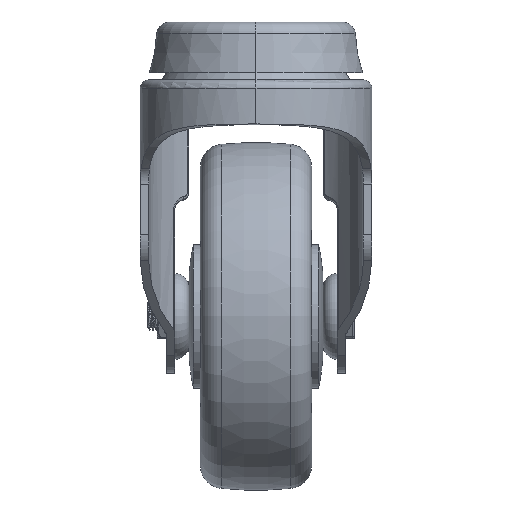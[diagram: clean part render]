
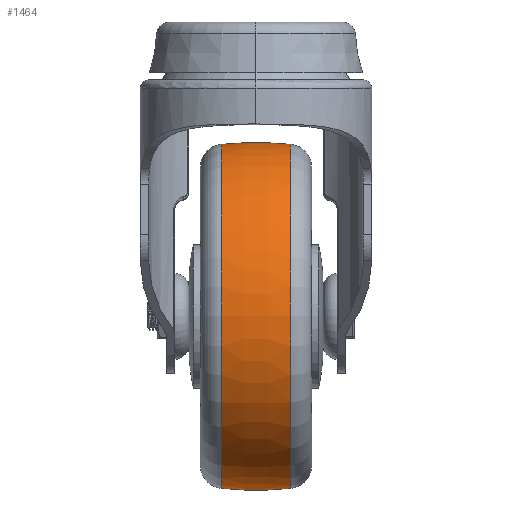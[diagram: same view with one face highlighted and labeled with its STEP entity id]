
A CAD part, left-side view. The second image highlights one B-rep face of the part: STEP entity #1464.
In plain terms, the highlighted toroidal (fillet/blend) face has major radius 35 mm and minor radius 72.5 mm.
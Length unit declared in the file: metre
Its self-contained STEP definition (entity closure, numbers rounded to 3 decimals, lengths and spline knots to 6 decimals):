
#1464=ADVANCED_FACE('',(#2222),#2223,.T.);
#2222=FACE_OUTER_BOUND('',#6302,.T.);
#2223=TOROIDAL_SURFACE('',#6303,-0.035,0.0725);
#6302=EDGE_LOOP('',(#15481,#15482,#15483,#15484));
#6303=AXIS2_PLACEMENT_3D('',#15485,#15486,#15487);
#15481=ORIENTED_EDGE('',*,*,#18426,.T.);
#15482=ORIENTED_EDGE('',*,*,#18442,.F.);
#15483=ORIENTED_EDGE('',*,*,#18428,.T.);
#15484=ORIENTED_EDGE('',*,*,#18440,.T.);
#15485=CARTESIAN_POINT('',(0.0,0.0,0.0));
#15486=DIRECTION('',(0.0,1.0,0.0));
#15487=DIRECTION('',(0.0,0.0,1.0));
#18426=EDGE_CURVE('',#19848,#19840,#19849,.T.);
#18428=EDGE_CURVE('',#19843,#19850,#19852,.T.);
#18440=EDGE_CURVE('',#19850,#19848,#19872,.T.);
#18442=EDGE_CURVE('',#19843,#19840,#19874,.T.);
#19840=VERTEX_POINT('',#22693);
#19843=VERTEX_POINT('',#22696);
#19848=VERTEX_POINT('',#22701);
#19849=CIRCLE('',#22702,0.0725);
#19850=VERTEX_POINT('',#22703);
#19852=CIRCLE('',#22705,0.0725);
#19872=CIRCLE('',#22728,0.037109);
#19874=CIRCLE('',#22730,0.037109);
#22693=CARTESIAN_POINT('',(0.0,0.007519,0.037109));
#22696=CARTESIAN_POINT('',(0.,0.007519,-0.037109));
#22701=CARTESIAN_POINT('',(0.0,-0.007519,0.037109));
#22702=AXIS2_PLACEMENT_3D('',#34002,#34003,#34004);
#22703=CARTESIAN_POINT('',(0.,-0.007519,-0.037109));
#22705=AXIS2_PLACEMENT_3D('',#34008,#34009,#34010);
#22728=AXIS2_PLACEMENT_3D('',#34038,#34039,#34040);
#22730=AXIS2_PLACEMENT_3D('',#34044,#34045,#34046);
#34002=CARTESIAN_POINT('',(0.,0.0,-0.035));
#34003=DIRECTION('',(-1.0,0.0,0.));
#34004=DIRECTION('',(0.,-0.0,1.0));
#34008=CARTESIAN_POINT('',(0.,0.0,0.035));
#34009=DIRECTION('',(-1.0,0.0,0.));
#34010=DIRECTION('',(0.,0.0,-1.0));
#34038=CARTESIAN_POINT('',(0.0,-0.007519,0.0));
#34039=DIRECTION('',(0.0,1.0,0.0));
#34040=DIRECTION('',(0.0,0.0,1.0));
#34044=CARTESIAN_POINT('',(0.0,0.007519,0.0));
#34045=DIRECTION('',(0.0,1.0,0.0));
#34046=DIRECTION('',(0.0,0.0,1.0));
